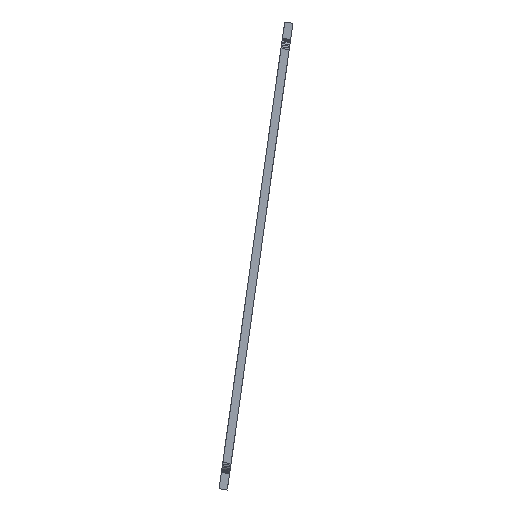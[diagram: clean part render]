
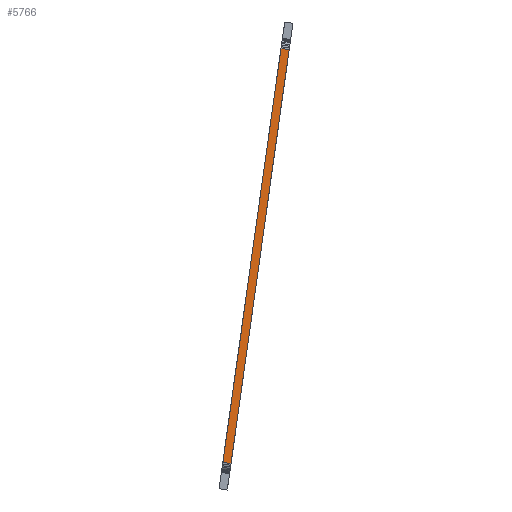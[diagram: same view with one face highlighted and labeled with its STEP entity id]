
A CAD part, left-side view. The second image highlights one B-rep face of the part: STEP entity #5766.
In plain terms, the highlighted planar face has unit normal (-1, 0, 0).
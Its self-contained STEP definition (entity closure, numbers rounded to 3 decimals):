
#333=PLANE('',#6091);
#602=FACE_OUTER_BOUND('',#871,.T.);
#871=EDGE_LOOP('',(#4830,#4831,#4832,#4833));
#1662=LINE('',#8913,#2409);
#1663=LINE('',#8916,#2410);
#1664=LINE('',#8918,#2411);
#1665=LINE('',#8919,#2412);
#2409=VECTOR('',#7340,10.);
#2410=VECTOR('',#7343,10.);
#2411=VECTOR('',#7344,10.);
#2412=VECTOR('',#7345,10.);
#3033=VERTEX_POINT('',#8909);
#3034=VERTEX_POINT('',#8911);
#3035=VERTEX_POINT('',#8915);
#3036=VERTEX_POINT('',#8917);
#3798=EDGE_CURVE('',#3033,#3034,#1662,.T.);
#3799=EDGE_CURVE('',#3033,#3035,#1663,.T.);
#3800=EDGE_CURVE('',#3036,#3034,#1664,.T.);
#3801=EDGE_CURVE('',#3035,#3036,#1665,.T.);
#4830=ORIENTED_EDGE('',*,*,#3799,.F.);
#4831=ORIENTED_EDGE('',*,*,#3798,.T.);
#4832=ORIENTED_EDGE('',*,*,#3800,.F.);
#4833=ORIENTED_EDGE('',*,*,#3801,.F.);
#5766=ADVANCED_FACE('',(#602),#333,.T.);
#6091=AXIS2_PLACEMENT_3D('',#8914,#7341,#7342);
#7340=DIRECTION('',(0.,-0.99,-0.139));
#7341=DIRECTION('center_axis',(-1.,0.,0.));
#7342=DIRECTION('ref_axis',(0.,0.139,-0.99));
#7343=DIRECTION('',(0.,-0.139,0.99));
#7344=DIRECTION('',(0.,0.139,-0.99));
#7345=DIRECTION('',(0.,-0.99,-0.139));
#8909=CARTESIAN_POINT('',(-146.876,7.881,-52.207));
#8911=CARTESIAN_POINT('',(-146.876,5.901,-52.485));
#8913=CARTESIAN_POINT('',(-146.876,7.881,-52.207));
#8914=CARTESIAN_POINT('Origin',(-146.876,-6.21,48.06));
#8915=CARTESIAN_POINT('',(-146.876,-6.21,48.06));
#8916=CARTESIAN_POINT('',(-146.876,7.881,-52.207));
#8917=CARTESIAN_POINT('',(-146.876,-8.191,47.781));
#8918=CARTESIAN_POINT('',(-146.876,5.901,-52.485));
#8919=CARTESIAN_POINT('',(-146.876,-6.21,48.06));
